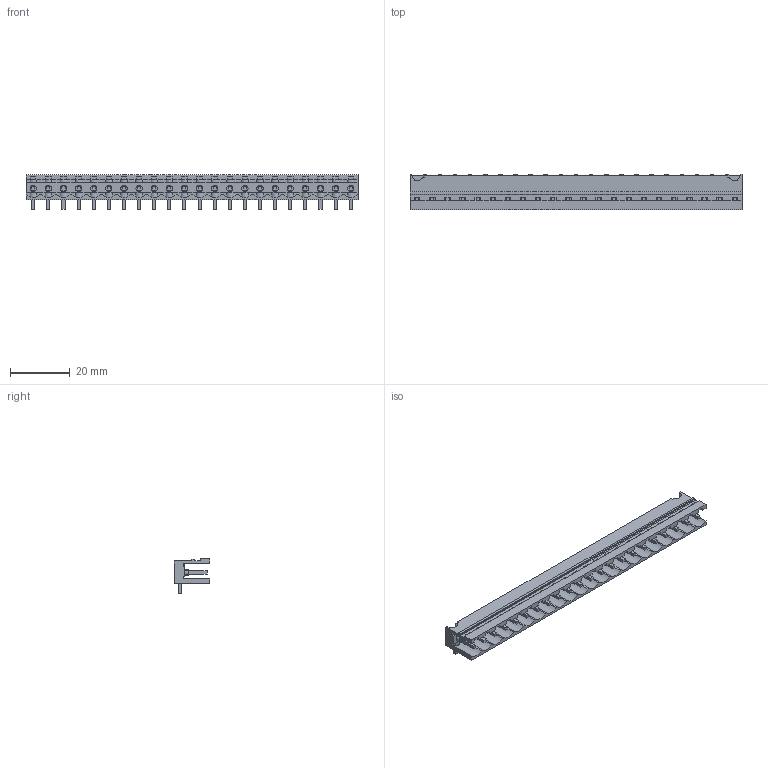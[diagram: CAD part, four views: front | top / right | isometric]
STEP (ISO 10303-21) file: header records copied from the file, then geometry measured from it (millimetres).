
FILE_DESCRIPTION(('CATIA V5 STEP Exchange','CAx-IF Rec.Pracs.--- Model Styling and Organization---1.2---2011-12-15'),'2;1');
FILE_NAME ('D1456027_0', '2018-03-09T07:55:33+00:00', ('none'), ('Weidmueller'), 'CATIA Version 5-6 Release 2014', 'CATIA V5 STEP AP214', 'none');
FILE_SCHEMA(('AUTOMOTIVE_DESIGN { 1 0 10303 214 1 1 1 1 }'));
Length unit declared in the file: millimetre
Products named in the file (1): 1780150000
Bounding box: 111.56 x 12 x 11.63 mm (x, y, z)
Volume: 3986.7 mm3; surface area: 9320.2 mm2
Topology: 23 solids, 23 shells, 1203 faces, 3867 edges, 2688 vertices
Faces by surface type: plane 986, cylinder 215, extrusion 2
Entity records: 39220 total; most frequent: CARTESIAN_POINT 7823, ORIENTED_EDGE 7734, DIRECTION 4697, EDGE_CURVE 3867, VECTOR 2967, LINE 2965, VERTEX_POINT 2688, EDGE_LOOP 1269
